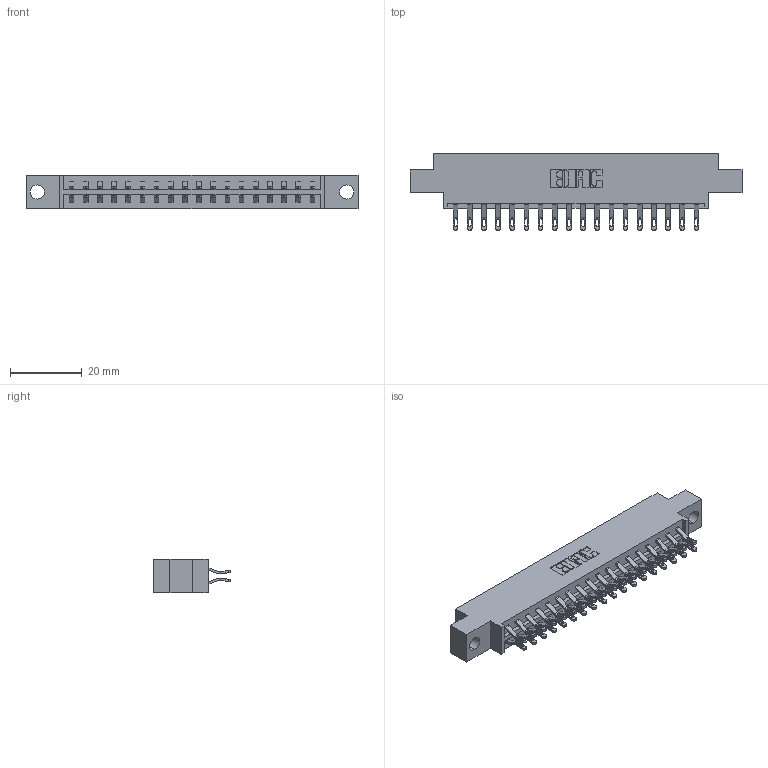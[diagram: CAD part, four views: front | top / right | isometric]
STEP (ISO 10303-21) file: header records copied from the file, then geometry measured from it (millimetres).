
FILE_DESCRIPTION (( 'STEP AP203' ), '1' );
FILE_NAME ('333-036-555-804.STEP', '2018-08-03T01:33:41', ( '' ), ( '' ), 'SwSTEP 2.0', 'SolidWorks 2016', '' );
FILE_SCHEMA (( 'CONFIG_CONTROL_DESIGN' ));
Length unit declared in the file: inch
Products named in the file (3): 333 Part_Offset - .156 Dia - TH; 345-292-001_555 Tail; 333-036-555-804
Assembly tree (37 placements, depth 2):
  333-036-555-804
    333 Part_Offset - .156 Dia - TH
    345-292-001_555 Tail  x36
Bounding box: 92.86 x 21.47 x 9.4 mm (x, y, z)
Volume: 9045 mm3; surface area: 10846.4 mm2
Topology: 37 solids, 37 shells, 2206 faces, 6911 edges, 4606 vertices
Faces by surface type: plane 1298, cylinder 908
Entity records: 15145 total; most frequent: CARTESIAN_POINT 2576, ORIENTED_EDGE 2482, DIRECTION 2213, EDGE_CURVE 1241, LINE 1093, VECTOR 1093, VERTEX_POINT 826, AXIS2_PLACEMENT_3D 560
